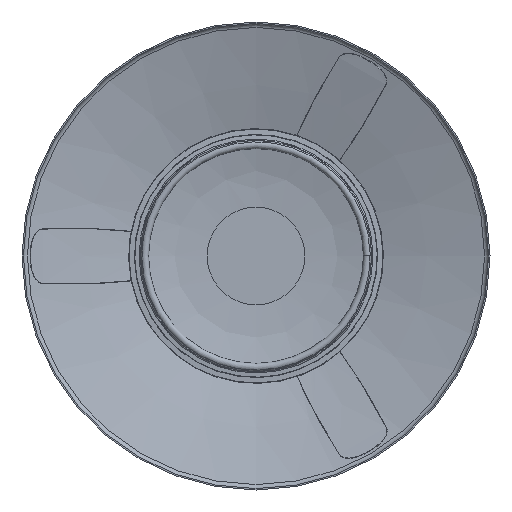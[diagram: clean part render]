
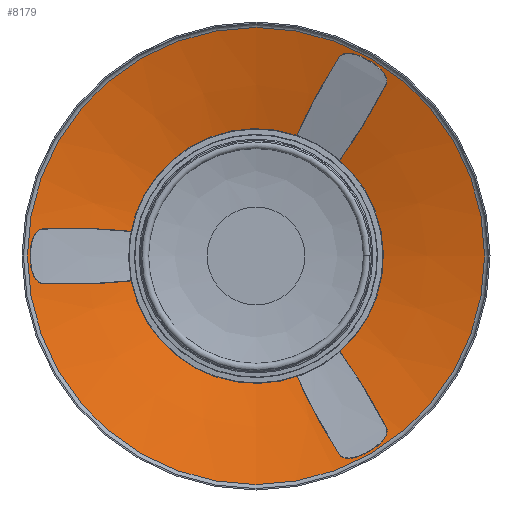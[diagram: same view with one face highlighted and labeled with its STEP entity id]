
A CAD part, front view. The second image highlights one B-rep face of the part: STEP entity #8179.
In plain terms, the highlighted conical face has half-angle 73.761 degrees and reference radius 73.484 mm.
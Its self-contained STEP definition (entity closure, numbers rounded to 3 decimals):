
#161=FACE_BOUND('',#2763,.T.);
#1817=CONICAL_SURFACE('',#8993,73.484,73.761);
#2217=FACE_OUTER_BOUND('',#2762,.T.);
#2762=EDGE_LOOP('',(#7276,#7277));
#2763=EDGE_LOOP('',(#7278));
#3263=CIRCLE('',#8992,98.171);
#3264=CIRCLE('',#8994,48.796);
#3265=CIRCLE('',#8995,48.796);
#3976=VERTEX_POINT('',#14515);
#3977=VERTEX_POINT('',#14518);
#3978=VERTEX_POINT('',#14519);
#5084=EDGE_CURVE('',#3976,#3976,#3263,.T.);
#5085=EDGE_CURVE('',#3977,#3978,#3264,.T.);
#5086=EDGE_CURVE('',#3978,#3977,#3265,.T.);
#7276=ORIENTED_EDGE('',*,*,#5085,.T.);
#7277=ORIENTED_EDGE('',*,*,#5086,.T.);
#7278=ORIENTED_EDGE('',*,*,#5084,.F.);
#8179=ADVANCED_FACE('',(#2217,#161),#1817,.F.);
#8992=AXIS2_PLACEMENT_3D('',#14516,#11152,#11153);
#8993=AXIS2_PLACEMENT_3D('',#14517,#11154,#11155);
#8994=AXIS2_PLACEMENT_3D('',#14520,#11156,#11157);
#8995=AXIS2_PLACEMENT_3D('',#14521,#11158,#11159);
#11152=DIRECTION('center_axis',(0.,1.,0.));
#11153=DIRECTION('ref_axis',(-1.,0.,0.));
#11154=DIRECTION('center_axis',(0.,-1.,0.));
#11155=DIRECTION('ref_axis',(-1.,0.,0.));
#11156=DIRECTION('center_axis',(0.,1.,0.));
#11157=DIRECTION('ref_axis',(-1.,0.,0.));
#11158=DIRECTION('center_axis',(0.,1.,0.));
#11159=DIRECTION('ref_axis',(-1.,0.,0.));
#14515=CARTESIAN_POINT('',(-98.171,21.053,0.));
#14516=CARTESIAN_POINT('Origin',(0.,21.053,
0.));
#14517=CARTESIAN_POINT('Origin',(0.,28.244,
0.));
#14518=CARTESIAN_POINT('',(-48.796,35.434,0.));
#14519=CARTESIAN_POINT('',(0.,35.434,-48.796));
#14520=CARTESIAN_POINT('Origin',(0.,35.434,
0.));
#14521=CARTESIAN_POINT('Origin',(0.,35.434,
0.));
